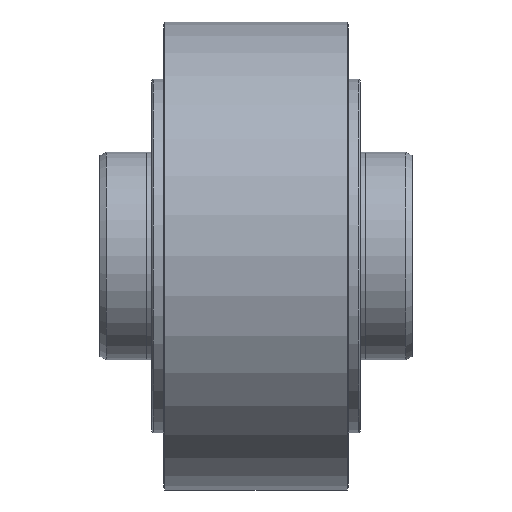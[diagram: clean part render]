
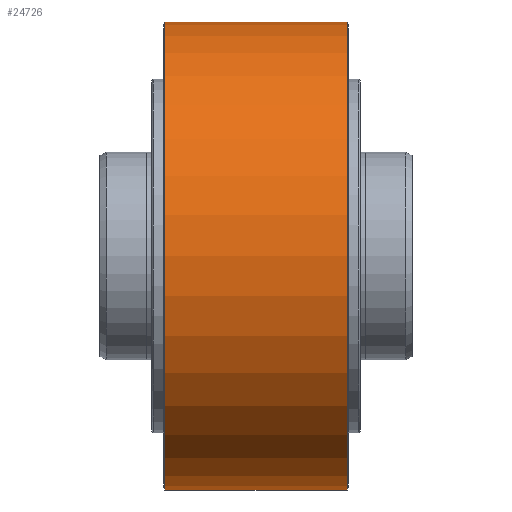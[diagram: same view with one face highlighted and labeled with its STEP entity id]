
A CAD part, top view. The second image highlights one B-rep face of the part: STEP entity #24726.
In plain terms, the highlighted cylindrical face has radius 45 mm (diameter 90 mm), a partial arc.
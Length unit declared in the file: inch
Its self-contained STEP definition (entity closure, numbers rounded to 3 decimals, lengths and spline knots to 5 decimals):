
#23436=CARTESIAN_POINT('',(-0.68898,0.,0.));
#23437=DIRECTION('',(-1.,0.,0.));
#23438=DIRECTION('',(0.,-1.,0.));
#23439=AXIS2_PLACEMENT_3D('',#23436,#23437,#23438);
#23536=DIRECTION('',(1.,0.,0.));
#23537=VECTOR('',#23536,1.37795);
#23538=CARTESIAN_POINT('',(-0.68898,1.77165,0.));
#23539=LINE('',#23538,#23537);
#23540=DIRECTION('',(-1.,0.,0.));
#23541=VECTOR('',#23540,1.37795);
#23542=CARTESIAN_POINT('',(0.68898,-1.77165,0.));
#23543=LINE('',#23542,#23541);
#23544=CARTESIAN_POINT('',(0.68898,0.,0.));
#23545=DIRECTION('',(1.,0.,0.));
#23546=DIRECTION('',(0.,1.,0.));
#23547=AXIS2_PLACEMENT_3D('',#23544,#23545,#23546);
#24386=CARTESIAN_POINT('',(-0.68898,-1.77165,0.));
#24387=CARTESIAN_POINT('',(-0.68898,1.77165,0.));
#24388=VERTEX_POINT('',#24386);
#24389=VERTEX_POINT('',#24387);
#24390=CARTESIAN_POINT('',(0.68898,1.77165,0.));
#24391=VERTEX_POINT('',#24390);
#24392=CARTESIAN_POINT('',(0.68898,-1.77165,0.));
#24393=VERTEX_POINT('',#24392);
#24712=CARTESIAN_POINT('',(-0.68898,0.,0.));
#24713=DIRECTION('',(1.,0.,0.));
#24714=DIRECTION('',(0.,-1.,0.));
#24715=AXIS2_PLACEMENT_3D('',#24712,#24713,#24714);
#24716=CYLINDRICAL_SURFACE('',#24715,1.77165);
#24718=ORIENTED_EDGE('',*,*,#24717,.T.);
#24719=ORIENTED_EDGE('',*,*,#24629,.T.);
#24721=ORIENTED_EDGE('',*,*,#24720,.T.);
#24723=ORIENTED_EDGE('',*,*,#24722,.T.);
#24724=EDGE_LOOP('',(#24718,#24719,#24721,#24723));
#24725=FACE_OUTER_BOUND('',#24724,.F.);
#23440=CIRCLE('',#23439,1.77165);
#23548=CIRCLE('',#23547,1.77165);
#24629=EDGE_CURVE('',#24388,#24389,#23440,.T.);
#24717=EDGE_CURVE('',#24393,#24388,#23543,.T.);
#24720=EDGE_CURVE('',#24389,#24391,#23539,.T.);
#24722=EDGE_CURVE('',#24391,#24393,#23548,.T.);
#24726=ADVANCED_FACE('',(#24725),#24716,.T.);
